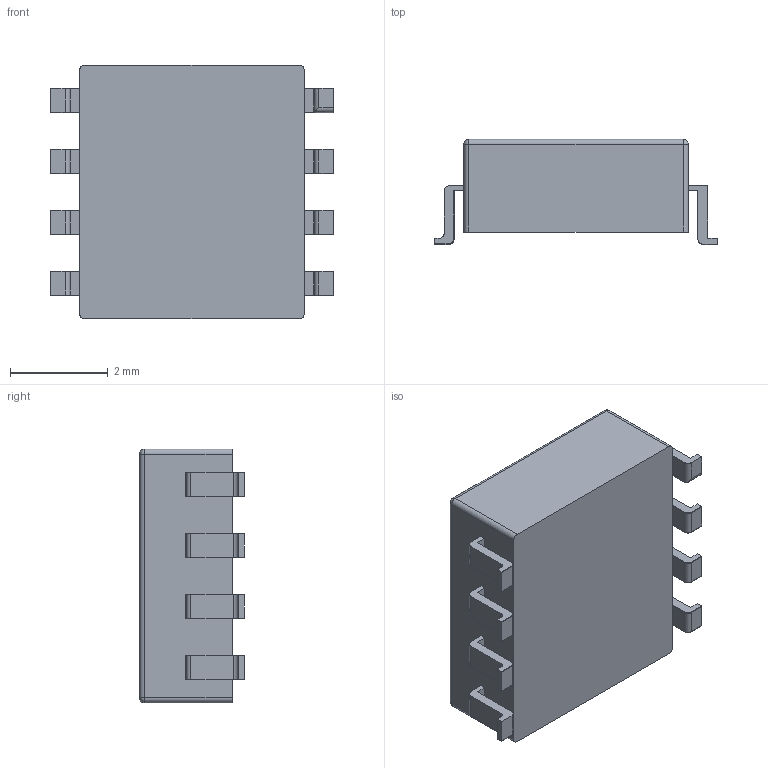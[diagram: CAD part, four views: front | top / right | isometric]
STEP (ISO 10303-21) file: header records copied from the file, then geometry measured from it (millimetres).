
FILE_DESCRIPTION(('STEP AP203'), '1');
FILE_NAME('櫻蠉錪', '', ('UNSPECIFIED'), ('UNSPECIFIED'), 'C3D Converter', 'C3D Toolkit', '');
FILE_SCHEMA(('CONFIG_CONTROL_DESIGN'));
Length unit declared in the file: millimetre
Bounding box: 5.8 x 2.15 x 5.2 mm (x, y, z)
Volume: 46.4 mm3; surface area: 101.8 mm2
Topology: 1 solids, 1 shells, 150 faces, 381 edges, 237 vertices
Faces by surface type: plane 79, cylinder 52, torus 14, sphere 4, bspline 1
Entity records: 4798 total; most frequent: CARTESIAN_POINT 924, DIRECTION 790, ORIENTED_EDGE 750, EDGE_CURVE 375, AXIS2_PLACEMENT_3D 267, LINE 256, VECTOR 256, VERTEX_POINT 237
